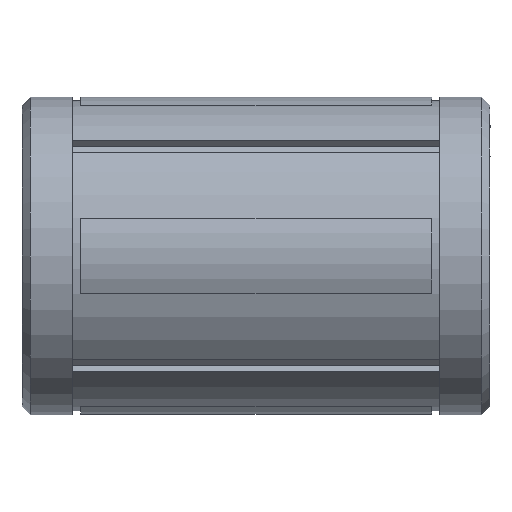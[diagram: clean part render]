
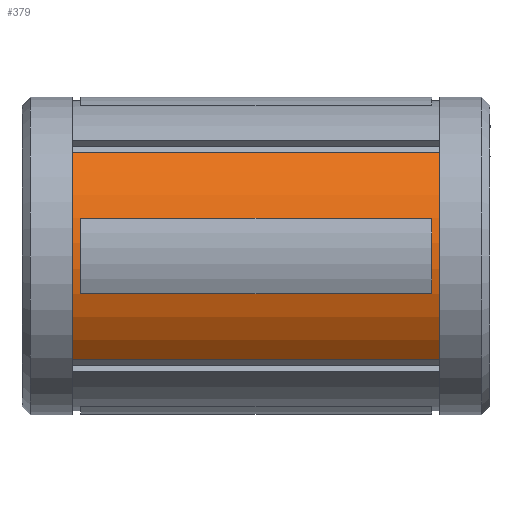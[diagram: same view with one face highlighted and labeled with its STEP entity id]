
A CAD part, front view. The second image highlights one B-rep face of the part: STEP entity #379.
In plain terms, the highlighted cylindrical face has radius 9.3 mm (diameter 18.6 mm), a partial arc.
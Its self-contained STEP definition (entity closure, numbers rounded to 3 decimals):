
#180 = ORIENTED_EDGE ( 'NONE', *, *, #21778, .T. ) ;
#379 = ADVANCED_FACE ( 'NONE', ( #9252, #18212 ), #19995, .T. ) ;
#575 = VECTOR ( 'NONE', #3072, 1000. ) ;
#843 = CARTESIAN_POINT ( 'NONE',  ( 10.5, -9.024, 2.25 ) ) ;
#1187 = CARTESIAN_POINT ( 'NONE',  ( 11., 0., 0. ) ) ;
#1512 = DIRECTION ( 'NONE',  ( -1., 0., 0. ) ) ;
#1794 = LINE ( 'NONE', #16619, #575 ) ;
#2074 = CARTESIAN_POINT ( 'NONE',  ( 10.5, 0., 0. ) ) ;
#2243 = LINE ( 'NONE', #11154, #21990 ) ;
#2971 = EDGE_LOOP ( 'NONE', ( #16955, #14802, #14379, #22343 ) ) ;
#3072 = DIRECTION ( 'NONE',  ( -1., 0., 0. ) ) ;
#3294 = VERTEX_POINT ( 'NONE', #15710 ) ;
#4024 = EDGE_CURVE ( 'NONE', #6047, #7114, #5010, .T. ) ;
#4190 = VECTOR ( 'NONE', #14598, 1000. ) ;
#4222 = AXIS2_PLACEMENT_3D ( 'NONE', #2074, #9537, #7859 ) ;
#4636 = DIRECTION ( 'NONE',  ( -1., 0., 0. ) ) ;
#5010 = CIRCLE ( 'NONE', #7844, 9.3 ) ;
#5192 = DIRECTION ( 'NONE',  ( -1., 0., 0. ) ) ;
#5721 = AXIS2_PLACEMENT_3D ( 'NONE', #10884, #5192, #14542 ) ;
#6047 = VERTEX_POINT ( 'NONE', #21465 ) ;
#7114 = VERTEX_POINT ( 'NONE', #12193 ) ;
#7621 = DIRECTION ( 'NONE',  ( -1., 0., 0. ) ) ;
#7758 = VERTEX_POINT ( 'NONE', #20481 ) ;
#7844 = AXIS2_PLACEMENT_3D ( 'NONE', #24241, #7621, #17219 ) ;
#7859 = DIRECTION ( 'NONE',  ( 0., 0., 1. ) ) ;
#7955 = CARTESIAN_POINT ( 'NONE',  ( 11., -6.92, -6.213 ) ) ;
#8106 = DIRECTION ( 'NONE',  ( -1., 0., 0. ) ) ;
#8556 = CARTESIAN_POINT ( 'NONE',  ( 11., -6.92, 6.213 ) ) ;
#8682 = LINE ( 'NONE', #16427, #4190 ) ;
#9252 = FACE_BOUND ( 'NONE', #2971, .T. ) ;
#9537 = DIRECTION ( 'NONE',  ( -1., 0., 0. ) ) ;
#10798 = CARTESIAN_POINT ( 'NONE',  ( 10.5, -9.024, -2.25 ) ) ;
#10884 = CARTESIAN_POINT ( 'NONE',  ( -25.767, 0., 0. ) ) ;
#11154 = CARTESIAN_POINT ( 'NONE',  ( -25.767, -6.92, 6.213 ) ) ;
#12084 = ORIENTED_EDGE ( 'NONE', *, *, #23443, .F. ) ;
#12103 = ORIENTED_EDGE ( 'NONE', *, *, #12935, .F. ) ;
#12193 = CARTESIAN_POINT ( 'NONE',  ( -11., -6.92, 6.213 ) ) ;
#12401 = VERTEX_POINT ( 'NONE', #10798 ) ;
#12459 = EDGE_CURVE ( 'NONE', #12401, #3294, #1794, .T. ) ;
#12935 = EDGE_CURVE ( 'NONE', #23511, #6047, #8682, .T. ) ;
#13789 = DIRECTION ( 'NONE',  ( 0., 0., 1. ) ) ;
#13949 = EDGE_CURVE ( 'NONE', #12401, #21505, #16079, .T. ) ;
#14006 = AXIS2_PLACEMENT_3D ( 'NONE', #15615, #8106, #13789 ) ;
#14087 = EDGE_CURVE ( 'NONE', #3294, #7758, #24161, .T. ) ;
#14379 = ORIENTED_EDGE ( 'NONE', *, *, #14087, .T. ) ;
#14542 = DIRECTION ( 'NONE',  ( 0., 0., 1. ) ) ;
#14570 = DIRECTION ( 'NONE',  ( 0., 0., 1. ) ) ;
#14598 = DIRECTION ( 'NONE',  ( -1., 0., 0. ) ) ;
#14802 = ORIENTED_EDGE ( 'NONE', *, *, #12459, .T. ) ;
#15311 = CARTESIAN_POINT ( 'NONE',  ( 10.5, -9.024, 2.25 ) ) ;
#15615 = CARTESIAN_POINT ( 'NONE',  ( -10.5, 0., 0. ) ) ;
#15710 = CARTESIAN_POINT ( 'NONE',  ( -10.5, -9.024, -2.25 ) ) ;
#16079 = CIRCLE ( 'NONE', #4222, 9.3 ) ;
#16427 = CARTESIAN_POINT ( 'NONE',  ( -25.767, -6.92, -6.213 ) ) ;
#16619 = CARTESIAN_POINT ( 'NONE',  ( 10.5, -9.024, -2.25 ) ) ;
#16955 = ORIENTED_EDGE ( 'NONE', *, *, #13949, .F. ) ;
#17219 = DIRECTION ( 'NONE',  ( 0., 0., 1. ) ) ;
#18212 = FACE_OUTER_BOUND ( 'NONE', #22430, .T. ) ;
#19796 = AXIS2_PLACEMENT_3D ( 'NONE', #1187, #1512, #14570 ) ;
#19995 = CYLINDRICAL_SURFACE ( 'NONE', #5721, 9.3 ) ;
#20481 = CARTESIAN_POINT ( 'NONE',  ( -10.5, -9.024, 2.25 ) ) ;
#20755 = ORIENTED_EDGE ( 'NONE', *, *, #4024, .F. ) ;
#20879 = DIRECTION ( 'NONE',  ( 1., 0., 0. ) ) ;
#21465 = CARTESIAN_POINT ( 'NONE',  ( -11., -6.92, -6.213 ) ) ;
#21505 = VERTEX_POINT ( 'NONE', #15311 ) ;
#21658 = VERTEX_POINT ( 'NONE', #8556 ) ;
#21778 = EDGE_CURVE ( 'NONE', #23511, #21658, #22663, .T. ) ;
#21990 = VECTOR ( 'NONE', #20879, 1000. ) ;
#22343 = ORIENTED_EDGE ( 'NONE', *, *, #24821, .F. ) ;
#22430 = EDGE_LOOP ( 'NONE', ( #12084, #20755, #12103, #180 ) ) ;
#22663 = CIRCLE ( 'NONE', #19796, 9.3 ) ;
#23443 = EDGE_CURVE ( 'NONE', #7114, #21658, #2243, .T. ) ;
#23511 = VERTEX_POINT ( 'NONE', #7955 ) ;
#23700 = LINE ( 'NONE', #843, #24294 ) ;
#24161 = CIRCLE ( 'NONE', #14006, 9.3 ) ;
#24241 = CARTESIAN_POINT ( 'NONE',  ( -11., 0., 0. ) ) ;
#24294 = VECTOR ( 'NONE', #4636, 1000. ) ;
#24821 = EDGE_CURVE ( 'NONE', #21505, #7758, #23700, .T. ) ;
